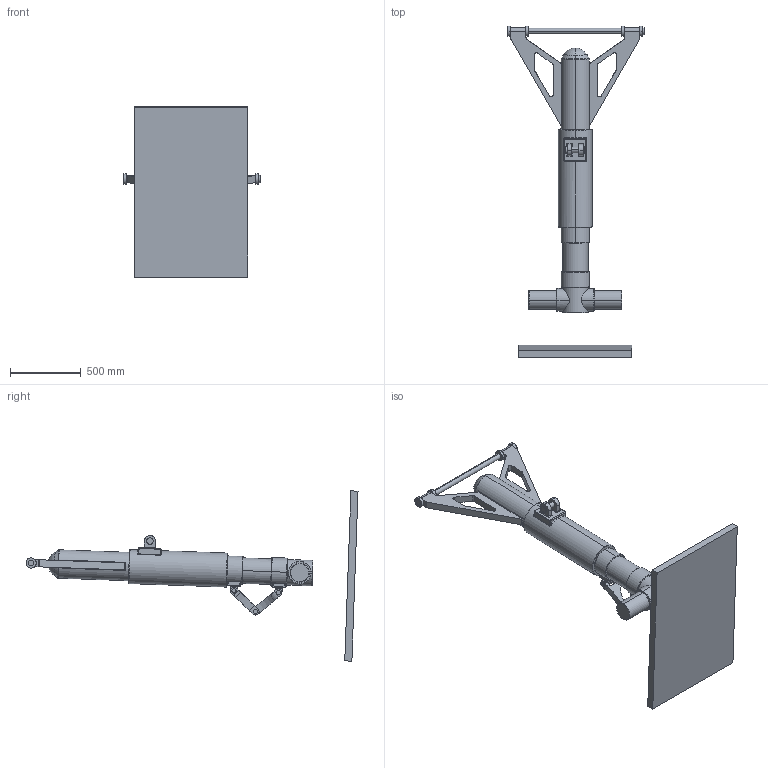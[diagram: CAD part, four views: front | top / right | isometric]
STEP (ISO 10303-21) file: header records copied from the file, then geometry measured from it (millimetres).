
FILE_DESCRIPTION (( 'STEP AP214' ), '1' );
FILE_NAME ('Assem101.STEP', '2022-06-08T17:01:40', ( '' ), ( '' ), 'SwSTEP 2.0', 'SolidWorks 2018', '' );
FILE_SCHEMA (( 'AUTOMOTIVE_DESIGN' ));
Length unit declared in the file: millimetre
Products named in the file (10): pim_Varsayilan; pim5_Varsayilan; pim4_Varsayilan; aks2_Varsayilan; Part1_Varsayilan; pim3_Varsayilan; torque_link2.2_Varsayilan; torque_link1_Varsayilan; Assem101; base
Assembly tree (10 placements, depth 2):
  Assem101
    pim3_Varsayilan
    Part1_Varsayilan
    aks2_Varsayilan
    pim_Varsayilan
    pim4_Varsayilan  x2
    torque_link1_Varsayilan
    pim5_Varsayilan
    torque_link2.2_Varsayilan
    base
Bounding box: 961 x 2342.12 x 1201.02 mm (x, y, z)
Volume: 119194391.7 mm3; surface area: 5655279.1 mm2
Topology: 10 solids, 10 shells, 368 faces, 870 edges, 531 vertices
Faces by surface type: cylinder 178, plane 120, torus 48, sphere 12, bspline 8, cone 2
Entity records: 12138 total; most frequent: CARTESIAN_POINT 3294, DIRECTION 1912, ORIENTED_EDGE 1676, EDGE_CURVE 838, AXIS2_PLACEMENT_3D 771, VERTEX_POINT 519, CIRCLE 408, EDGE_LOOP 407
